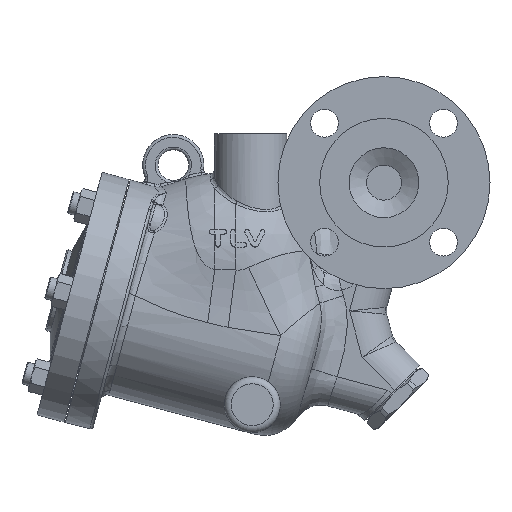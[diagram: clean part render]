
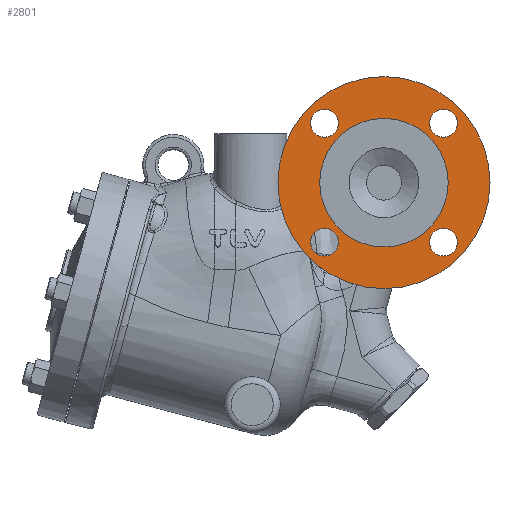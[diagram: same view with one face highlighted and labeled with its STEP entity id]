
A CAD part, front view. The second image highlights one B-rep face of the part: STEP entity #2801.
In plain terms, the highlighted planar face has unit normal (0, -1, 0).
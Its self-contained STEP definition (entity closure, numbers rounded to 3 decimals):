
#2464=CARTESIAN_POINT('',(247.639,-107.4,32.361));
#2465=VERTEX_POINT('',#2464);
#2466=CARTESIAN_POINT('',(247.639,-107.4,42.361));
#2467=DIRECTION('',(0.0,1.0,0.0));
#2468=DIRECTION('',(0.0,0.0,-1.0));
#2469=AXIS2_PLACEMENT_3D('',#2466,#2467,#2468);
#2470=CIRCLE('',#2469,10.0);
#2471=EDGE_CURVE('',#2465,#2465,#2470,.T.);
#2492=CARTESIAN_POINT('',(152.361,-107.4,42.361));
#2493=VERTEX_POINT('',#2492);
#2494=CARTESIAN_POINT('',(162.361,-107.4,42.361));
#2495=DIRECTION('',(0.0,1.0,0.0));
#2496=DIRECTION('',(-1.0,0.0,0.0));
#2497=AXIS2_PLACEMENT_3D('',#2494,#2495,#2496);
#2498=CIRCLE('',#2497,10.0);
#2499=EDGE_CURVE('',#2493,#2493,#2498,.T.);
#2520=CARTESIAN_POINT('',(162.361,-107.4,137.639));
#2521=VERTEX_POINT('',#2520);
#2522=CARTESIAN_POINT('',(162.361,-107.4,127.639));
#2523=DIRECTION('',(0.0,1.0,0.0));
#2524=DIRECTION('',(0.0,0.0,1.0));
#2525=AXIS2_PLACEMENT_3D('',#2522,#2523,#2524);
#2526=CIRCLE('',#2525,10.0);
#2527=EDGE_CURVE('',#2521,#2521,#2526,.T.);
#2548=CARTESIAN_POINT('',(257.639,-107.4,127.639));
#2549=VERTEX_POINT('',#2548);
#2550=CARTESIAN_POINT('',(247.639,-107.4,127.639));
#2551=DIRECTION('',(0.0,1.0,0.0));
#2552=DIRECTION('',(1.0,0.0,0.0));
#2553=AXIS2_PLACEMENT_3D('',#2550,#2551,#2552);
#2554=CIRCLE('',#2553,10.0);
#2555=EDGE_CURVE('',#2549,#2549,#2554,.T.);
#2665=CARTESIAN_POINT('',(205.,-107.4,161.0));
#2666=VERTEX_POINT('',#2665);
#2667=CARTESIAN_POINT('',(205.,-107.4,85.0));
#2668=DIRECTION('',(0.0,-1.0,0.0));
#2669=DIRECTION('',(0.0,0.0,1.0));
#2670=AXIS2_PLACEMENT_3D('',#2667,#2668,#2669);
#2671=CIRCLE('',#2670,76.);
#2672=EDGE_CURVE('',#2666,#2666,#2671,.T.);
#2770=CARTESIAN_POINT('',(205.,-107.4,146.025));
#2771=DIRECTION('',(0.0,-1.0,0.0));
#2772=DIRECTION('',(0.0,0.0,-1.0));
#2773=AXIS2_PLACEMENT_3D('',#2770,#2771,#2772);
#2774=PLANE('',#2773);
#2775=ORIENTED_EDGE('',*,*,#2672,.T.);
#2776=EDGE_LOOP('',(#2775));
#2777=FACE_OUTER_BOUND('',#2776,.T.);
#2778=ORIENTED_EDGE('',*,*,#2471,.T.);
#2779=EDGE_LOOP('',(#2778));
#2780=FACE_BOUND('',#2779,.T.);
#2781=ORIENTED_EDGE('',*,*,#2499,.T.);
#2782=EDGE_LOOP('',(#2781));
#2783=FACE_BOUND('',#2782,.T.);
#2784=ORIENTED_EDGE('',*,*,#2527,.T.);
#2785=EDGE_LOOP('',(#2784));
#2786=FACE_BOUND('',#2785,.T.);
#2787=ORIENTED_EDGE('',*,*,#2555,.T.);
#2788=EDGE_LOOP('',(#2787));
#2789=FACE_BOUND('',#2788,.T.);
#2790=CARTESIAN_POINT('',(205.,-107.4,131.05));
#2791=VERTEX_POINT('',#2790);
#2792=CARTESIAN_POINT('',(205.,-107.4,85.0));
#2793=DIRECTION('',(0.0,-1.0,0.0));
#2794=DIRECTION('',(0.0,0.0,1.0));
#2795=AXIS2_PLACEMENT_3D('',#2792,#2793,#2794);
#2796=CIRCLE('',#2795,46.05);
#2797=EDGE_CURVE('',#2791,#2791,#2796,.T.);
#2798=ORIENTED_EDGE('',*,*,#2797,.F.);
#2799=EDGE_LOOP('',(#2798));
#2800=FACE_BOUND('',#2799,.T.);
#2801=ADVANCED_FACE('',(#2777,#2780,#2783,#2786,#2789,#2800),#2774,.T.);
